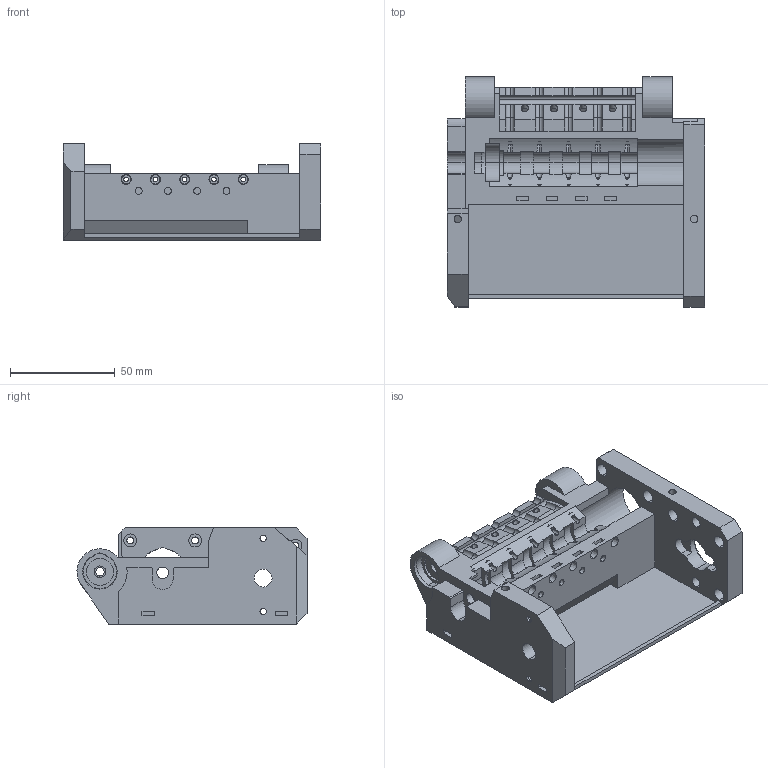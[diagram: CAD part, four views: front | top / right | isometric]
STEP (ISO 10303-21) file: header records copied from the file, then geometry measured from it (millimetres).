
FILE_DESCRIPTION (( 'STEP AP214' ), '1' );
FILE_NAME ('mmu2-pulley-body(M1).STEP', '2018-08-31T12:24:02', ( '' ), ( '' ), 'SwSTEP 2.0', 'SolidWorks 2017', '' );
FILE_SCHEMA (( 'AUTOMOTIVE_DESIGN' ));
Length unit declared in the file: millimetre
Products named in the file (1): mmu2-pulley-body(M1)
Bounding box: 123 x 109.98 x 46 mm (x, y, z)
Volume: 199886.9 mm3; surface area: 60938.9 mm2
Topology: 1 solids, 1 shells, 779 faces, 2159 edges, 1415 vertices
Faces by surface type: plane 477, cylinder 241, cone 59, bspline 2
Entity records: 27157 total; most frequent: CARTESIAN_POINT 7143, ORIENTED_EDGE 4318, DIRECTION 3905, EDGE_CURVE 2159, VERTEX_POINT 1415, LINE 1367, VECTOR 1367, AXIS2_PLACEMENT_3D 1269
